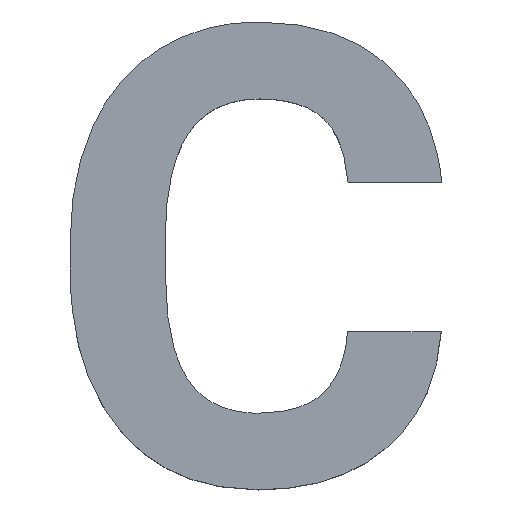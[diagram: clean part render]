
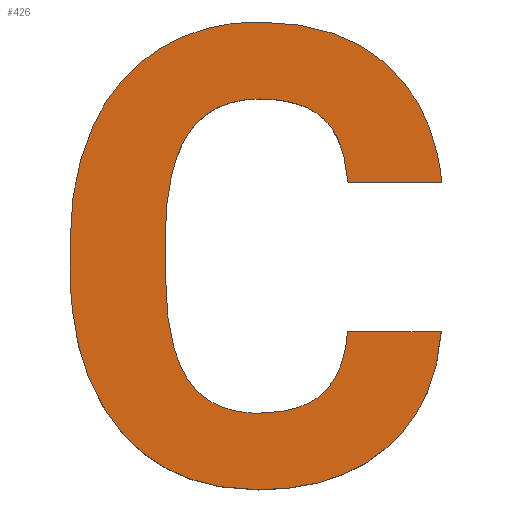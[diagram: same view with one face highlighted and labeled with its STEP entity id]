
A CAD part, top view. The second image highlights one B-rep face of the part: STEP entity #426.
In plain terms, the highlighted planar face has unit normal (0, 0, 1).
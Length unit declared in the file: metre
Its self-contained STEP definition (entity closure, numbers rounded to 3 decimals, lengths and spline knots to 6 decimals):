
#12=CIRCLE('',#444,0.000997);
#14=CIRCLE('',#447,0.000933);
#23=PLANE('',#451);
#26=LINE('',#529,#55);
#33=LINE('',#603,#62);
#40=LINE('',#677,#69);
#48=LINE('',#746,#77);
#55=VECTOR('',#458,1.);
#62=VECTOR('',#467,1.);
#69=VECTOR('',#476,1.);
#77=VECTOR('',#498,1.);
#187=ORIENTED_EDGE('',*,*,#208,.F.);
#188=ORIENTED_EDGE('',*,*,#212,.F.);
#189=ORIENTED_EDGE('',*,*,#215,.F.);
#190=ORIENTED_EDGE('',*,*,#218,.F.);
#191=ORIENTED_EDGE('',*,*,#221,.F.);
#192=ORIENTED_EDGE('',*,*,#224,.F.);
#193=ORIENTED_EDGE('',*,*,#227,.F.);
#194=ORIENTED_EDGE('',*,*,#230,.F.);
#195=ORIENTED_EDGE('',*,*,#233,.F.);
#196=ORIENTED_EDGE('',*,*,#236,.F.);
#197=ORIENTED_EDGE('',*,*,#239,.F.);
#198=ORIENTED_EDGE('',*,*,#242,.F.);
#199=ORIENTED_EDGE('',*,*,#245,.F.);
#200=ORIENTED_EDGE('',*,*,#248,.F.);
#201=ORIENTED_EDGE('',*,*,#251,.F.);
#202=ORIENTED_EDGE('',*,*,#254,.F.);
#203=ORIENTED_EDGE('',*,*,#257,.F.);
#204=ORIENTED_EDGE('',*,*,#260,.F.);
#205=ORIENTED_EDGE('',*,*,#263,.F.);
#206=ORIENTED_EDGE('',*,*,#266,.F.);
#207=ORIENTED_EDGE('',*,*,#269,.F.);
#208=EDGE_CURVE('',#271,#272,#313,.T.);
#212=EDGE_CURVE('',#275,#271,#26,.T.);
#215=EDGE_CURVE('',#277,#275,#315,.T.);
#218=EDGE_CURVE('',#279,#277,#317,.T.);
#221=EDGE_CURVE('',#281,#279,#319,.T.);
#224=EDGE_CURVE('',#283,#281,#321,.T.);
#227=EDGE_CURVE('',#285,#283,#33,.T.);
#230=EDGE_CURVE('',#287,#285,#323,.T.);
#233=EDGE_CURVE('',#289,#287,#325,.T.);
#236=EDGE_CURVE('',#291,#289,#327,.T.);
#239=EDGE_CURVE('',#293,#291,#329,.T.);
#242=EDGE_CURVE('',#295,#293,#40,.T.);
#245=EDGE_CURVE('',#297,#295,#331,.T.);
#248=EDGE_CURVE('',#299,#297,#333,.T.);
#251=EDGE_CURVE('',#301,#299,#12,.F.);
#254=EDGE_CURVE('',#303,#301,#14,.F.);
#257=EDGE_CURVE('',#305,#303,#335,.T.);
#260=EDGE_CURVE('',#307,#305,#48,.T.);
#263=EDGE_CURVE('',#309,#307,#337,.T.);
#266=EDGE_CURVE('',#311,#309,#339,.T.);
#269=EDGE_CURVE('',#272,#311,#341,.T.);
#271=VERTEX_POINT('',#519);
#272=VERTEX_POINT('',#520);
#275=VERTEX_POINT('',#530);
#277=VERTEX_POINT('',#545);
#279=VERTEX_POINT('',#562);
#281=VERTEX_POINT('',#579);
#283=VERTEX_POINT('',#596);
#285=VERTEX_POINT('',#604);
#287=VERTEX_POINT('',#619);
#289=VERTEX_POINT('',#636);
#291=VERTEX_POINT('',#653);
#293=VERTEX_POINT('',#670);
#295=VERTEX_POINT('',#678);
#297=VERTEX_POINT('',#693);
#299=VERTEX_POINT('',#710);
#301=VERTEX_POINT('',#718);
#303=VERTEX_POINT('',#724);
#305=VERTEX_POINT('',#739);
#307=VERTEX_POINT('',#747);
#309=VERTEX_POINT('',#762);
#311=VERTEX_POINT('',#779);
#313=B_SPLINE_CURVE_WITH_KNOTS('',2,(#516,#517,#518),.UNSPECIFIED.,.F.,
 .F.,(3,3),(0.,1.),.PIECEWISE_BEZIER_KNOTS.);
#315=B_SPLINE_CURVE_WITH_KNOTS('',2,(#542,#543,#544),.UNSPECIFIED.,.F.,
 .F.,(3,3),(0.,1.),.PIECEWISE_BEZIER_KNOTS.);
#317=B_SPLINE_CURVE_WITH_KNOTS('',2,(#559,#560,#561),.UNSPECIFIED.,.F.,
 .F.,(3,3),(0.,1.),.PIECEWISE_BEZIER_KNOTS.);
#319=B_SPLINE_CURVE_WITH_KNOTS('',2,(#576,#577,#578),.UNSPECIFIED.,.F.,
 .F.,(3,3),(0.,1.),.PIECEWISE_BEZIER_KNOTS.);
#321=B_SPLINE_CURVE_WITH_KNOTS('',2,(#593,#594,#595),.UNSPECIFIED.,.F.,
 .F.,(3,3),(0.,1.),.PIECEWISE_BEZIER_KNOTS.);
#323=B_SPLINE_CURVE_WITH_KNOTS('',2,(#616,#617,#618),.UNSPECIFIED.,.F.,
 .F.,(3,3),(0.,1.),.PIECEWISE_BEZIER_KNOTS.);
#325=B_SPLINE_CURVE_WITH_KNOTS('',2,(#633,#634,#635),.UNSPECIFIED.,.F.,
 .F.,(3,3),(0.,1.),.PIECEWISE_BEZIER_KNOTS.);
#327=B_SPLINE_CURVE_WITH_KNOTS('',2,(#650,#651,#652),.UNSPECIFIED.,.F.,
 .F.,(3,3),(0.,1.),.PIECEWISE_BEZIER_KNOTS.);
#329=B_SPLINE_CURVE_WITH_KNOTS('',2,(#667,#668,#669),.UNSPECIFIED.,.F.,
 .F.,(3,3),(0.,1.),.PIECEWISE_BEZIER_KNOTS.);
#331=B_SPLINE_CURVE_WITH_KNOTS('',2,(#690,#691,#692),.UNSPECIFIED.,.F.,
 .F.,(3,3),(0.,1.),.PIECEWISE_BEZIER_KNOTS.);
#333=B_SPLINE_CURVE_WITH_KNOTS('',2,(#707,#708,#709),.UNSPECIFIED.,.F.,
 .F.,(3,3),(0.,1.),.PIECEWISE_BEZIER_KNOTS.);
#335=B_SPLINE_CURVE_WITH_KNOTS('',2,(#736,#737,#738),.UNSPECIFIED.,.F.,
 .F.,(3,3),(0.,1.),.PIECEWISE_BEZIER_KNOTS.);
#337=B_SPLINE_CURVE_WITH_KNOTS('',2,(#759,#760,#761),.UNSPECIFIED.,.F.,
 .F.,(3,3),(0.,1.),.PIECEWISE_BEZIER_KNOTS.);
#339=B_SPLINE_CURVE_WITH_KNOTS('',2,(#776,#777,#778),.UNSPECIFIED.,.F.,
 .F.,(3,3),(0.,1.),.PIECEWISE_BEZIER_KNOTS.);
#341=B_SPLINE_CURVE_WITH_KNOTS('',2,(#793,#794,#795),.UNSPECIFIED.,.F.,
 .F.,(3,3),(0.,1.),.PIECEWISE_BEZIER_KNOTS.);
#365=EDGE_LOOP('',(#187,#188,#189,#190,#191,#192,#193,#194,#195,#196,#197,
#198,#199,#200,#201,#202,#203,#204,#205,#206,#207));
#388=FACE_BOUND('',#365,.T.);
#426=ADVANCED_FACE('',(#388),#23,.T.);
#444=AXIS2_PLACEMENT_3D('',#717,#483,#484);
#447=AXIS2_PLACEMENT_3D('',#723,#490,#491);
#451=AXIS2_PLACEMENT_3D('',#800,#505,#506);
#458=DIRECTION('',(1.,0.,0.));
#467=DIRECTION('',(0.,-1.,0.));
#476=DIRECTION('',(-1.,0.,0.));
#483=DIRECTION('',(0.,0.,1.));
#484=DIRECTION('',(1.,0.,0.));
#490=DIRECTION('',(0.,0.,1.));
#491=DIRECTION('',(1.,0.,0.));
#498=DIRECTION('',(0.,1.,0.));
#505=DIRECTION('',(0.,0.,1.));
#506=DIRECTION('',(1.,0.,0.));
#516=CARTESIAN_POINT('',(0.193609,-0.050794,0.0095));
#517=CARTESIAN_POINT('',(0.19358,-0.05119,0.0095));
#518=CARTESIAN_POINT('',(0.193317,-0.051418,0.0095));
#519=CARTESIAN_POINT('',(0.193609,-0.050794,0.0095));
#520=CARTESIAN_POINT('',(0.193317,-0.051418,0.0095));
#529=CARTESIAN_POINT('',(0.193356,-0.050794,0.0095));
#530=CARTESIAN_POINT('',(0.193104,-0.050794,0.0095));
#542=CARTESIAN_POINT('',(0.192971,-0.051125,0.0095));
#543=CARTESIAN_POINT('',(0.193087,-0.051018,0.0095));
#544=CARTESIAN_POINT('',(0.193104,-0.050794,0.0095));
#545=CARTESIAN_POINT('',(0.192971,-0.051125,0.0095));
#559=CARTESIAN_POINT('',(0.192622,-0.051232,0.0095));
#560=CARTESIAN_POINT('',(0.192856,-0.051232,0.0095));
#561=CARTESIAN_POINT('',(0.192971,-0.051125,0.0095));
#562=CARTESIAN_POINT('',(0.192622,-0.051232,0.0095));
#576=CARTESIAN_POINT('',(0.192242,-0.051049,0.0095));
#577=CARTESIAN_POINT('',(0.192363,-0.051232,0.0095));
#578=CARTESIAN_POINT('',(0.192622,-0.051232,0.0095));
#579=CARTESIAN_POINT('',(0.192242,-0.051049,0.0095));
#593=CARTESIAN_POINT('',(0.192122,-0.050468,0.0095));
#594=CARTESIAN_POINT('',(0.192122,-0.050865,0.0095));
#595=CARTESIAN_POINT('',(0.192242,-0.051049,0.0095));
#596=CARTESIAN_POINT('',(0.192122,-0.050468,0.0095));
#603=CARTESIAN_POINT('',(0.192122,-0.050375,0.0095));
#604=CARTESIAN_POINT('',(0.192122,-0.050282,0.0095));
#616=CARTESIAN_POINT('',(0.192251,-0.049721,0.0095));
#617=CARTESIAN_POINT('',(0.192125,-0.049902,0.0095));
#618=CARTESIAN_POINT('',(0.192122,-0.050282,0.0095));
#619=CARTESIAN_POINT('',(0.192251,-0.049721,0.0095));
#633=CARTESIAN_POINT('',(0.192629,-0.04954,0.0095));
#634=CARTESIAN_POINT('',(0.192376,-0.04954,0.0095));
#635=CARTESIAN_POINT('',(0.192251,-0.049721,0.0095));
#636=CARTESIAN_POINT('',(0.192629,-0.04954,0.0095));
#650=CARTESIAN_POINT('',(0.192975,-0.049647,0.0095));
#651=CARTESIAN_POINT('',(0.192861,-0.04954,0.0095));
#652=CARTESIAN_POINT('',(0.192629,-0.04954,0.0095));
#653=CARTESIAN_POINT('',(0.192975,-0.049647,0.0095));
#667=CARTESIAN_POINT('',(0.193107,-0.049991,0.0095));
#668=CARTESIAN_POINT('',(0.193089,-0.049754,0.0095));
#669=CARTESIAN_POINT('',(0.192975,-0.049647,0.0095));
#670=CARTESIAN_POINT('',(0.193107,-0.049991,0.0095));
#677=CARTESIAN_POINT('',(0.19336,-0.049991,0.0095));
#678=CARTESIAN_POINT('',(0.193612,-0.049991,0.0095));
#690=CARTESIAN_POINT('',(0.193312,-0.049353,0.0095));
#691=CARTESIAN_POINT('',(0.193572,-0.04958,0.0095));
#692=CARTESIAN_POINT('',(0.193612,-0.049991,0.0095));
#693=CARTESIAN_POINT('',(0.193312,-0.049353,0.0095));
#707=CARTESIAN_POINT('',(0.192629,-0.049125,0.0095));
#708=CARTESIAN_POINT('',(0.193053,-0.049125,0.0095));
#709=CARTESIAN_POINT('',(0.193312,-0.049353,0.0095));
#710=CARTESIAN_POINT('',(0.192629,-0.049125,0.0095));
#717=CARTESIAN_POINT('',(0.192605,-0.050123,0.0095));
#718=CARTESIAN_POINT('',(0.19209,-0.049269,0.0095));
#723=CARTESIAN_POINT('',(0.19259,-0.050057,0.0095));
#724=CARTESIAN_POINT('',(0.191734,-0.049683,0.0095));
#736=CARTESIAN_POINT('',(0.19161,-0.050306,0.0095));
#737=CARTESIAN_POINT('',(0.19161,-0.049952,0.0095));
#738=CARTESIAN_POINT('',(0.191734,-0.049683,0.0095));
#739=CARTESIAN_POINT('',(0.19161,-0.050306,0.0095));
#746=CARTESIAN_POINT('',(0.19161,-0.050381,0.0095));
#747=CARTESIAN_POINT('',(0.19161,-0.050456,0.0095));
#759=CARTESIAN_POINT('',(0.19188,-0.051328,0.0095));
#760=CARTESIAN_POINT('',(0.19161,-0.05101,0.0095));
#761=CARTESIAN_POINT('',(0.19161,-0.050456,0.0095));
#762=CARTESIAN_POINT('',(0.19188,-0.051328,0.0095));
#776=CARTESIAN_POINT('',(0.192622,-0.051645,0.0095));
#777=CARTESIAN_POINT('',(0.19215,-0.051645,0.0095));
#778=CARTESIAN_POINT('',(0.19188,-0.051328,0.0095));
#779=CARTESIAN_POINT('',(0.192622,-0.051645,0.0095));
#793=CARTESIAN_POINT('',(0.193317,-0.051418,0.0095));
#794=CARTESIAN_POINT('',(0.193053,-0.051645,0.0095));
#795=CARTESIAN_POINT('',(0.192622,-0.051645,0.0095));
#800=CARTESIAN_POINT('',(0.104891,-0.015824,0.0095));
